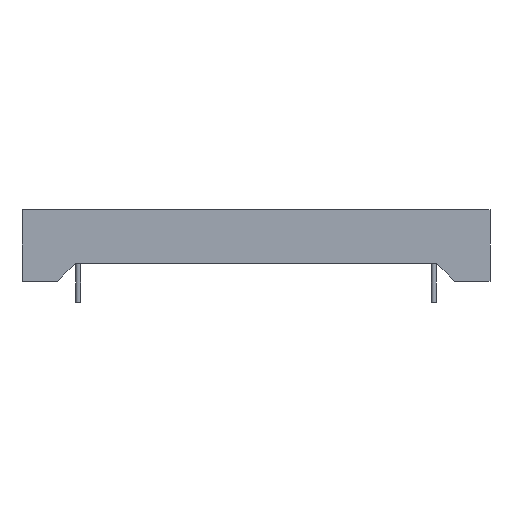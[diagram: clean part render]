
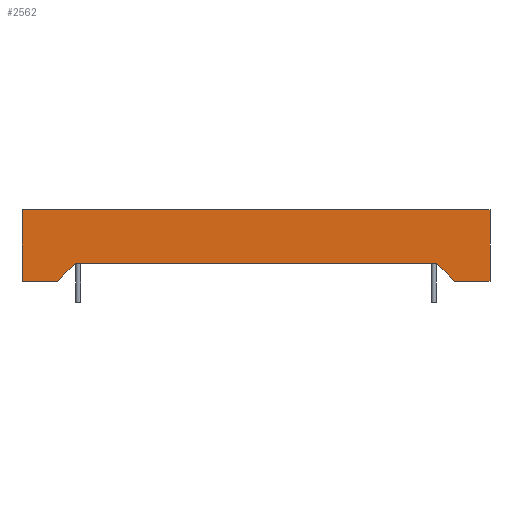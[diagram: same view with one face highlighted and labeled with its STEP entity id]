
A CAD part, front view. The second image highlights one B-rep face of the part: STEP entity #2562.
In plain terms, the highlighted planar face has unit normal (0, -1, 0).
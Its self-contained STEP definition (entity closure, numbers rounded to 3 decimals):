
#250=PLANE('',#3003);
#440=FACE_OUTER_BOUND('',#634,.T.);
#634=EDGE_LOOP('',(#2126,#2127,#2128,#2129,#2130,#2131,#2132,#2133));
#762=LINE('',#4552,#858);
#772=LINE('',#4571,#868);
#774=LINE('',#4576,#870);
#782=LINE('',#4591,#878);
#783=LINE('',#4594,#879);
#784=LINE('',#4596,#880);
#785=LINE('',#4598,#881);
#786=LINE('',#4599,#882);
#858=VECTOR('',#3829,10.);
#868=VECTOR('',#3845,10.);
#870=VECTOR('',#3849,10.);
#878=VECTOR('',#3861,10.);
#879=VECTOR('',#3864,10.);
#880=VECTOR('',#3865,10.);
#881=VECTOR('',#3866,10.);
#882=VECTOR('',#3867,10.);
#1322=VERTEX_POINT('',#4549);
#1323=VERTEX_POINT('',#4551);
#1329=VERTEX_POINT('',#4569);
#1331=VERTEX_POINT('',#4575);
#1336=VERTEX_POINT('',#4589);
#1337=VERTEX_POINT('',#4593);
#1338=VERTEX_POINT('',#4595);
#1339=VERTEX_POINT('',#4597);
#1614=EDGE_CURVE('',#1322,#1323,#762,.T.);
#1624=EDGE_CURVE('',#1329,#1322,#772,.T.);
#1626=EDGE_CURVE('',#1323,#1331,#774,.T.);
#1634=EDGE_CURVE('',#1336,#1329,#782,.T.);
#1635=EDGE_CURVE('',#1336,#1337,#783,.T.);
#1636=EDGE_CURVE('',#1337,#1338,#784,.T.);
#1637=EDGE_CURVE('',#1339,#1338,#785,.T.);
#1638=EDGE_CURVE('',#1331,#1339,#786,.T.);
#2126=ORIENTED_EDGE('',*,*,#1624,.F.);
#2127=ORIENTED_EDGE('',*,*,#1634,.F.);
#2128=ORIENTED_EDGE('',*,*,#1635,.T.);
#2129=ORIENTED_EDGE('',*,*,#1636,.T.);
#2130=ORIENTED_EDGE('',*,*,#1637,.F.);
#2131=ORIENTED_EDGE('',*,*,#1638,.F.);
#2132=ORIENTED_EDGE('',*,*,#1626,.F.);
#2133=ORIENTED_EDGE('',*,*,#1614,.F.);
#2562=ADVANCED_FACE('',(#440),#250,.F.);
#3003=AXIS2_PLACEMENT_3D('',#4592,#3862,#3863);
#3829=DIRECTION('',(-1.,0.,0.));
#3845=DIRECTION('',(-0.705,0.,0.709));
#3849=DIRECTION('',(-0.705,0.,-0.709));
#3861=DIRECTION('',(-1.,0.,0.));
#3862=DIRECTION('center_axis',(0.,1.,0.));
#3863=DIRECTION('ref_axis',(-1.,0.,0.));
#3864=DIRECTION('',(0.,0.,1.));
#3865=DIRECTION('',(-1.,0.,0.));
#3866=DIRECTION('',(0.,0.,1.));
#3867=DIRECTION('',(-1.,0.,0.));
#4549=CARTESIAN_POINT('',(46.102,-21.21,2.3));
#4551=CARTESIAN_POINT('',(-0.382,-21.21,2.3));
#4552=CARTESIAN_POINT('',(49.531,-21.21,2.3));
#4569=CARTESIAN_POINT('',(48.388,-21.21,0.));
#4571=CARTESIAN_POINT('',(49.524,-21.21,-1.143));
#4575=CARTESIAN_POINT('',(-2.668,-21.21,0.));
#4576=CARTESIAN_POINT('',(12.297,-21.21,15.057));
#4589=CARTESIAN_POINT('',(52.96,-21.21,0.));
#4591=CARTESIAN_POINT('',(52.96,-21.21,0.));
#4592=CARTESIAN_POINT('Origin',(52.96,-21.21,0.));
#4593=CARTESIAN_POINT('',(52.96,-21.21,9.2));
#4594=CARTESIAN_POINT('',(52.96,-21.21,0.));
#4595=CARTESIAN_POINT('',(-7.24,-21.21,9.2));
#4596=CARTESIAN_POINT('',(52.96,-21.21,9.2));
#4597=CARTESIAN_POINT('',(-7.24,-21.21,0.));
#4598=CARTESIAN_POINT('',(-7.24,-21.21,0.));
#4599=CARTESIAN_POINT('',(52.96,-21.21,0.));
